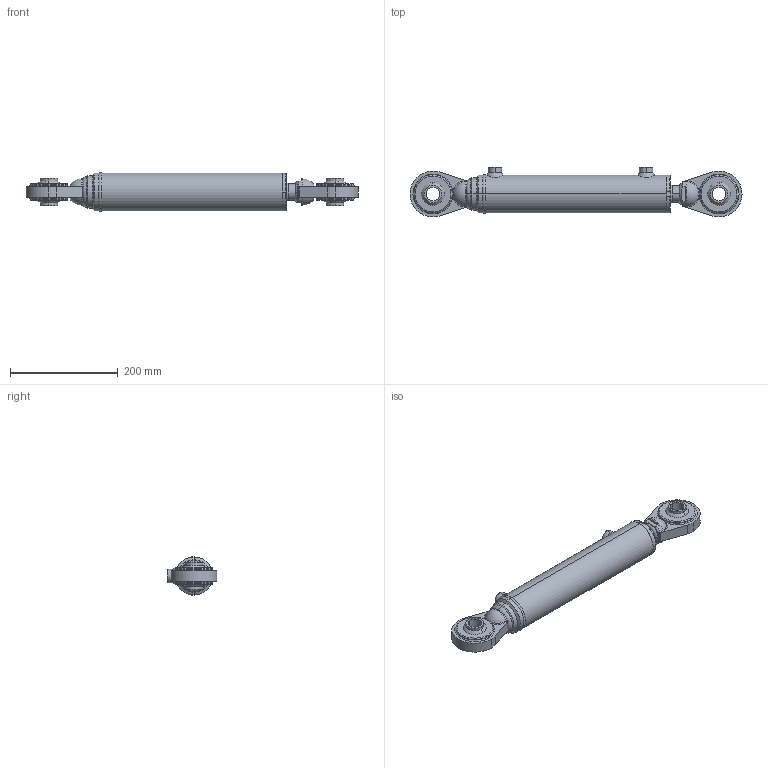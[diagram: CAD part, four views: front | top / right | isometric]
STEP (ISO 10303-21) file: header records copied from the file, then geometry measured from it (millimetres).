
FILE_DESCRIPTION (( 'STEP AP203' ), '1' );
FILE_NAME ('736.B.STEP', '2014-09-03T06:58:51', ( '' ), ( '' ), 'SwSTEP 2.0', 'SolidWorks 2013', '' );
FILE_SCHEMA (( 'CONFIG_CONTROL_DESIGN' ));
Length unit declared in the file: millimetre
Products named in the file (1): 736.B
Bounding box: 615 x 92.46 x 71.45 mm (x, y, z)
Surface area: 184653.1 mm2 (no closed solid volume)
Topology: 0 solids, 15 shells, 183 faces, 518 edges, 346 vertices
Faces by surface type: cylinder 63, plane 37, torus 34, cone 31, sphere 13, bspline 5
Entity records: 6641 total; most frequent: CARTESIAN_POINT 1847, DIRECTION 1078, ORIENTED_EDGE 897, EDGE_CURVE 512, AXIS2_PLACEMENT_3D 471, VERTEX_POINT 344, CIRCLE 292, EDGE_LOOP 202
